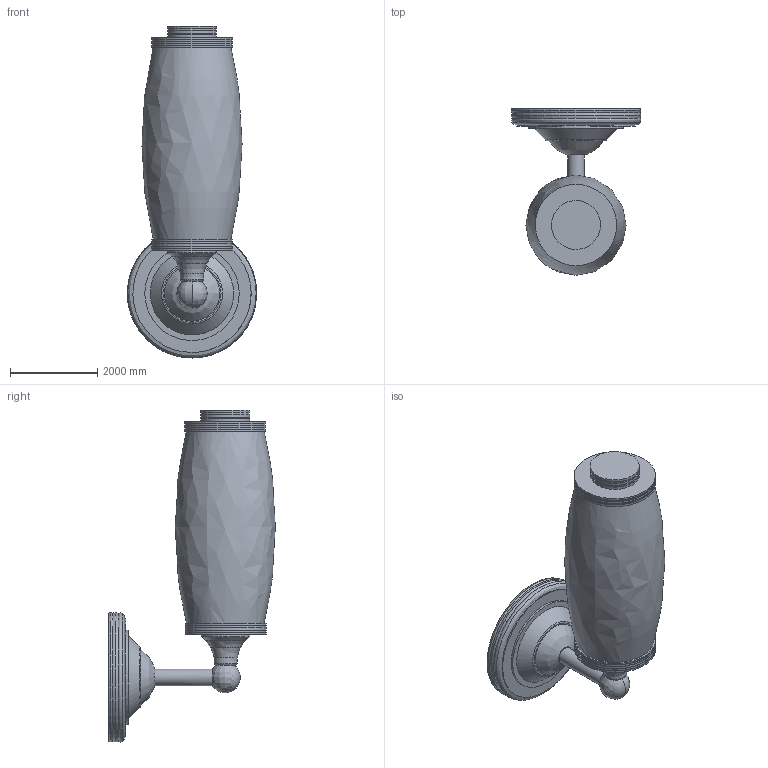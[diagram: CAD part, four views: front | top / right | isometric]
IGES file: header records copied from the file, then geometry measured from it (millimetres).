
Global section: file name: BL13      _LD (1); native system: AutoCAD 2016 - English; preprocessor: Autodesk Translation Framework DWG producer (atf_dwg_producer); organization: unknown; date: 20180129.151512; units: inch
Bounding box: 2957.47 x 3809.96 x 7590.86 mm (x, y, z)
Volume: 21223078504.3 mm3; surface area: 72158068.6 mm2
Topology: 5 solids, 5 shells, 63 faces, 162 edges, 124 vertices
Faces by surface type: bspline 63
